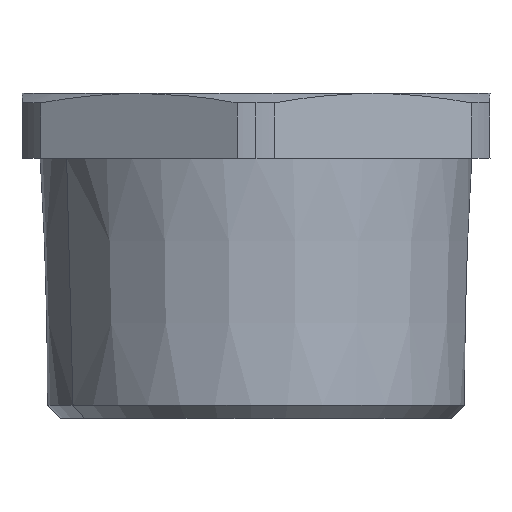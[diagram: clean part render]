
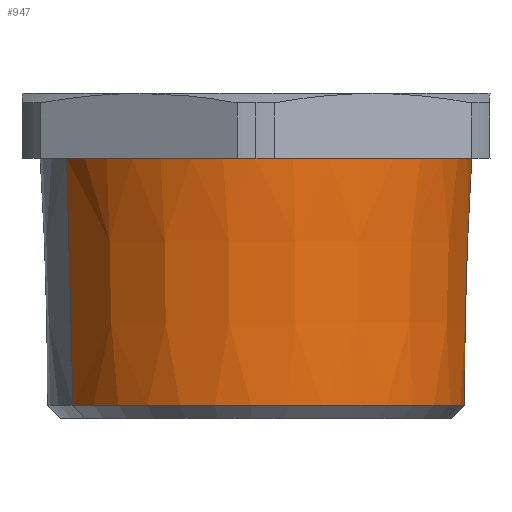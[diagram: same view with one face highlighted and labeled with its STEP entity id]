
A CAD part, front view. The second image highlights one B-rep face of the part: STEP entity #947.
In plain terms, the highlighted conical face has half-angle 1.7 degrees and reference radius 16.006 mm.
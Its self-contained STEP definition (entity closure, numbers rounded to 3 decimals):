
#655=AXIS2_PLACEMENT_3D('Circle Axis2P3D',#653,#654,$) ;
#662=AXIS2_PLACEMENT_3D('Circle Axis2P3D',#660,#661,$) ;
#933=AXIS2_PLACEMENT_3D('Cone Axis2P3D',#930,#931,#932) ;
#937=AXIS2_PLACEMENT_3D('Circle Axis2P3D',#935,#936,$) ;
#648=CARTESIAN_POINT('Vertex',(3.432,12.042,20.)) ;
#653=CARTESIAN_POINT('Axis2P3D Location',(18.,20.,20.)) ;
#657=CARTESIAN_POINT('Vertex',(18.,3.4,20.)) ;
#660=CARTESIAN_POINT('Axis2P3D Location',(18.,20.,20.)) ;
#664=CARTESIAN_POINT('Vertex',(32.568,27.958,20.)) ;
#895=CARTESIAN_POINT('Line Origine',(-13006.313,-7095.214,499510.274)) ;
#899=CARTESIAN_POINT('Vertex',(3.926,12.311,1.031)) ;
#902=CARTESIAN_POINT('Line Origine',(13042.313,7135.214,499510.274)) ;
#906=CARTESIAN_POINT('Vertex',(32.074,27.689,1.031)) ;
#930=CARTESIAN_POINT('Axis2P3D Location',(18.,20.,0.)) ;
#935=CARTESIAN_POINT('Axis2P3D Location',(18.,20.,1.031)) ;
#654=DIRECTION('Axis2P3D Direction',(0.,0.,-1.)) ;
#661=DIRECTION('Axis2P3D Direction',(0.,0.,-1.)) ;
#896=DIRECTION('Vector Direction',(-0.026,-0.014,1.)) ;
#903=DIRECTION('Vector Direction',(0.026,0.014,1.)) ;
#931=DIRECTION('Axis2P3D Direction',(0.,0.,1.)) ;
#932=DIRECTION('Axis2P3D XDirection',(-0.878,-0.479,0.)) ;
#936=DIRECTION('Axis2P3D Direction',(0.,0.,1.)) ;
#897=VECTOR('Line Direction',#896,1.) ;
#904=VECTOR('Line Direction',#903,1.) ;
#941=ORIENTED_EDGE('',*,*,#908,.T.) ;
#942=ORIENTED_EDGE('',*,*,#666,.T.) ;
#943=ORIENTED_EDGE('',*,*,#659,.T.) ;
#944=ORIENTED_EDGE('',*,*,#901,.F.) ;
#945=ORIENTED_EDGE('',*,*,#939,.T.) ;
#947=ADVANCED_FACE('PartBody',(#946),#934,.T.) ;
#656=CIRCLE('generated circle',#655,16.6) ;
#663=CIRCLE('generated circle',#662,16.6) ;
#938=CIRCLE('generated circle',#937,16.037) ;
#934=CONICAL_SURFACE('Cone',#933,16.006,0.03) ;
#659=EDGE_CURVE('',#658,#649,#656,.T.) ;
#666=EDGE_CURVE('',#665,#658,#663,.T.) ;
#901=EDGE_CURVE('',#900,#649,#898,.T.) ;
#908=EDGE_CURVE('',#907,#665,#905,.T.) ;
#939=EDGE_CURVE('',#900,#907,#938,.T.) ;
#940=EDGE_LOOP('',(#941,#942,#943,#944,#945)) ;
#946=FACE_OUTER_BOUND('',#940,.T.) ;
#898=LINE('Line',#895,#897) ;
#905=LINE('Line',#902,#904) ;
#649=VERTEX_POINT('',#648) ;
#658=VERTEX_POINT('',#657) ;
#665=VERTEX_POINT('',#664) ;
#900=VERTEX_POINT('',#899) ;
#907=VERTEX_POINT('',#906) ;
